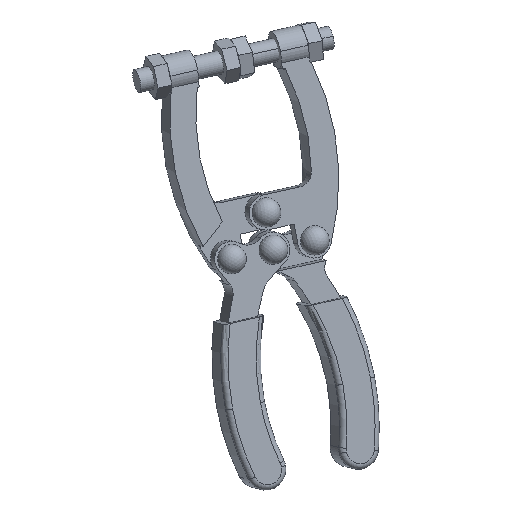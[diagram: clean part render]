
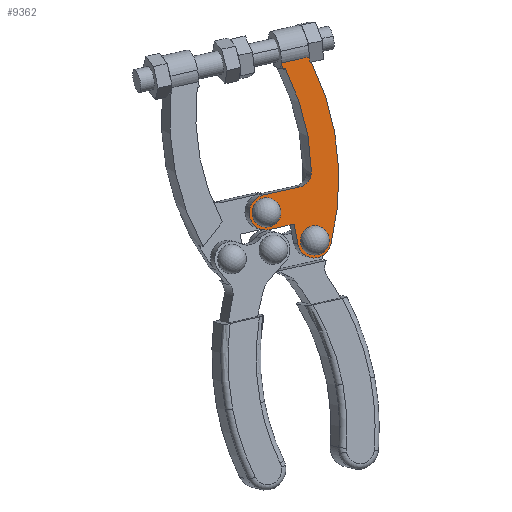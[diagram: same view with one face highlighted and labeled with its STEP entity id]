
A CAD part, top view. The second image highlights one B-rep face of the part: STEP entity #9362.
In plain terms, the highlighted planar face has unit normal (0.291, -0.071, 0.954).
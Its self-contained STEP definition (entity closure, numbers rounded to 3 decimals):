
#8559=CARTESIAN_POINT('',(237.365,168.013,12.995));
#8560=VERTEX_POINT('',#8559);
#8561=CARTESIAN_POINT('',(237.204,172.993,13.415));
#8562=DIRECTION('',(-0.291,0.071,-0.954));
#8563=DIRECTION('',(-0.908,0.293,0.299));
#8564=AXIS2_PLACEMENT_3D('',#8561,#8562,#8563);
#8565=CIRCLE('',#8564,5.);
#8566=EDGE_CURVE('',#8560,#8560,#8565,.T.);
#8630=CARTESIAN_POINT('',(252.106,168.165,8.508));
#8631=VERTEX_POINT('',#8630);
#8632=CARTESIAN_POINT('',(253.659,163.484,7.685));
#8633=DIRECTION('',(-0.291,0.071,-0.954));
#8634=DIRECTION('',(-0.908,0.293,0.299));
#8635=AXIS2_PLACEMENT_3D('',#8632,#8633,#8634);
#8636=CIRCLE('',#8635,5.);
#8637=EDGE_CURVE('',#8631,#8631,#8636,.T.);
#8784=CARTESIAN_POINT('',(236.112,178.842,14.184));
#8785=VERTEX_POINT('',#8784);
#8792=CARTESIAN_POINT('',(248.716,181.674,10.549));
#8793=VERTEX_POINT('',#8792);
#8794=CARTESIAN_POINT('',(236.112,178.842,14.184));
#8795=DIRECTION('',(0.939,0.211,-0.271));
#8796=VECTOR('',#8795,13.42);
#8797=LINE('',#8794,#8796);
#8798=EDGE_CURVE('',#8785,#8793,#8797,.T.);
#8815=CARTESIAN_POINT('',(238.297,167.144,12.646));
#8816=VERTEX_POINT('',#8815);
#8823=CARTESIAN_POINT('',(237.204,172.993,13.415));
#8824=DIRECTION('',(-0.291,0.071,-0.954));
#8825=DIRECTION('',(0.182,-0.975,-0.128));
#8826=AXIS2_PLACEMENT_3D('',#8823,#8824,#8825);
#8827=CIRCLE('',#8826,6.);
#8828=EDGE_CURVE('',#8816,#8785,#8827,.T.);
#8840=CARTESIAN_POINT('',(246.749,169.043,10.208));
#8841=VERTEX_POINT('',#8840);
#8848=CARTESIAN_POINT('',(246.749,169.043,10.208));
#8849=DIRECTION('',(-0.939,-0.211,0.271));
#8850=VECTOR('',#8849,9.);
#8851=LINE('',#8848,#8850);
#8852=EDGE_CURVE('',#8841,#8816,#8851,.T.);
#8864=CARTESIAN_POINT('',(248.024,162.218,9.311));
#8865=VERTEX_POINT('',#8864);
#8872=CARTESIAN_POINT('',(248.024,162.218,9.311));
#8873=DIRECTION('',(-0.182,0.975,0.128));
#8874=VECTOR('',#8873,7.);
#8875=LINE('',#8872,#8874);
#8876=EDGE_CURVE('',#8865,#8841,#8875,.T.);
#8898=CARTESIAN_POINT('',(252.58,223.84,12.513));
#8899=VERTEX_POINT('',#8898);
#8906=CARTESIAN_POINT('',(259.209,162.084,5.887));
#8907=VERTEX_POINT('',#8906);
#8908=CARTESIAN_POINT('',(179.136,182.294,31.827));
#8909=DIRECTION('',(-0.291,0.071,-0.954));
#8910=DIRECTION('',(0.848,0.48,-0.223));
#8911=AXIS2_PLACEMENT_3D('',#8908,#8909,#8910);
#8912=CIRCLE('',#8911,86.562);
#8913=EDGE_CURVE('',#8899,#8907,#8912,.T.);
#9009=CARTESIAN_POINT('',(242.46,223.792,15.598));
#9010=VERTEX_POINT('',#9009);
#9018=CARTESIAN_POINT('',(242.796,221.992,15.361));
#9019=VERTEX_POINT('',#9018);
#9026=CARTESIAN_POINT('',(242.796,221.992,15.361));
#9027=DIRECTION('',(-0.182,0.975,0.128));
#9028=VECTOR('',#9027,1.847);
#9029=LINE('',#9026,#9028);
#9030=EDGE_CURVE('',#9019,#9010,#9029,.T.);
#9100=CARTESIAN_POINT('',(251.792,225.889,12.906));
#9101=VERTEX_POINT('',#9100);
#9102=CARTESIAN_POINT('',(242.46,223.792,15.598));
#9103=DIRECTION('',(0.939,0.211,-0.271));
#9104=VECTOR('',#9103,9.936);
#9105=LINE('',#9102,#9104);
#9106=EDGE_CURVE('',#9010,#9101,#9105,.T.);
#9183=CARTESIAN_POINT('',(243.82,221.509,15.012));
#9184=VERTEX_POINT('',#9183);
#9191=CARTESIAN_POINT('',(242.978,221.017,15.233));
#9192=DIRECTION('',(0.291,-0.071,0.954));
#9193=DIRECTION('',(0.182,-0.975,-0.128));
#9194=AXIS2_PLACEMENT_3D('',#9191,#9192,#9193);
#9195=CIRCLE('',#9194,1.);
#9196=EDGE_CURVE('',#9184,#9019,#9195,.T.);
#9233=CARTESIAN_POINT('',(253.659,163.484,7.685));
#9234=DIRECTION('',(-0.291,0.071,-0.954));
#9235=DIRECTION('',(0.925,-0.233,-0.3));
#9236=AXIS2_PLACEMENT_3D('',#9233,#9234,#9235);
#9237=CIRCLE('',#9236,6.);
#9238=EDGE_CURVE('',#8907,#8865,#9237,.T.);
#9252=CARTESIAN_POINT('',(252.589,186.743,9.746));
#9253=VERTEX_POINT('',#9252);
#9260=CARTESIAN_POINT('',(179.175,183.755,31.924));
#9261=DIRECTION('',(0.291,-0.071,0.954));
#9262=DIRECTION('',(-0.842,-0.492,0.22));
#9263=AXIS2_PLACEMENT_3D('',#9260,#9261,#9262);
#9264=CIRCLE('',#9263,76.748);
#9265=EDGE_CURVE('',#9253,#9184,#9264,.T.);
#9278=CARTESIAN_POINT('',(247.806,186.549,11.19));
#9279=DIRECTION('',(0.291,-0.071,0.954));
#9280=DIRECTION('',(-0.957,-0.039,0.289));
#9281=AXIS2_PLACEMENT_3D('',#9278,#9279,#9280);
#9282=CIRCLE('',#9281,5.0);
#9283=EDGE_CURVE('',#8793,#9253,#9282,.T.);
#9295=CARTESIAN_POINT('',(252.128,224.088,12.67));
#9296=VERTEX_POINT('',#9295);
#9303=CARTESIAN_POINT('',(252.128,224.088,12.67));
#9304=DIRECTION('',(0.839,-0.46,-0.29));
#9305=VECTOR('',#9304,0.538);
#9306=LINE('',#9303,#9305);
#9307=EDGE_CURVE('',#9296,#8899,#9306,.T.);
#9321=CARTESIAN_POINT('',(252.128,224.088,12.67));
#9322=DIRECTION('',(-0.182,0.975,0.128));
#9323=VECTOR('',#9322,1.847);
#9324=LINE('',#9321,#9323);
#9325=EDGE_CURVE('',#9296,#9101,#9324,.T.);
#9336=CARTESIAN_POINT('',(246.34,228.883,14.793));
#9337=DIRECTION('',(-0.291,0.071,-0.954));
#9338=DIRECTION('',(-0.939,-0.211,0.271));
#9339=AXIS2_PLACEMENT_3D('',#9336,#9337,#9338);
#9340=PLANE('',#9339);
#9341=ORIENTED_EDGE('',*,*,#9196,.F.);
#9342=ORIENTED_EDGE('',*,*,#9265,.F.);
#9343=ORIENTED_EDGE('',*,*,#9283,.F.);
#9344=ORIENTED_EDGE('',*,*,#8798,.F.);
#9345=ORIENTED_EDGE('',*,*,#8828,.F.);
#9346=ORIENTED_EDGE('',*,*,#8852,.F.);
#9347=ORIENTED_EDGE('',*,*,#8876,.F.);
#9348=ORIENTED_EDGE('',*,*,#9238,.F.);
#9349=ORIENTED_EDGE('',*,*,#8913,.F.);
#9350=ORIENTED_EDGE('',*,*,#9307,.F.);
#9351=ORIENTED_EDGE('',*,*,#9325,.T.);
#9352=ORIENTED_EDGE('',*,*,#9106,.F.);
#9353=ORIENTED_EDGE('',*,*,#9030,.F.);
#9354=EDGE_LOOP('',(#9341,#9342,#9343,#9344,#9345,#9346,#9347,#9348,#9349,#9350,#9351,#9352,#9353));
#9355=FACE_OUTER_BOUND('',#9354,.T.);
#9356=ORIENTED_EDGE('',*,*,#8566,.T.);
#9357=EDGE_LOOP('',(#9356));
#9358=FACE_BOUND('',#9357,.T.);
#9359=ORIENTED_EDGE('',*,*,#8637,.T.);
#9360=EDGE_LOOP('',(#9359));
#9361=FACE_BOUND('',#9360,.T.);
#9362=ADVANCED_FACE('',(#9355,#9358,#9361),#9340,.F.);
